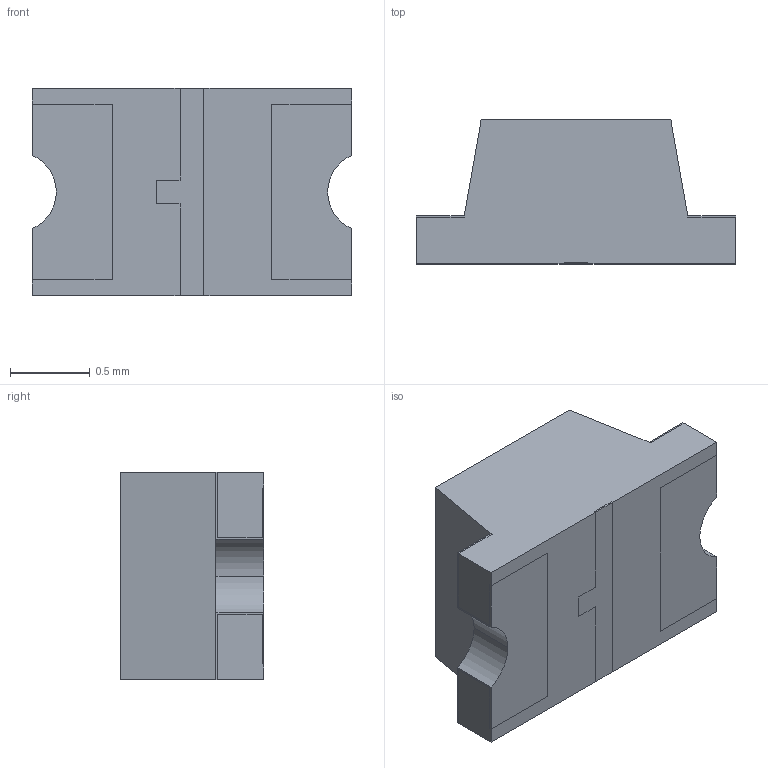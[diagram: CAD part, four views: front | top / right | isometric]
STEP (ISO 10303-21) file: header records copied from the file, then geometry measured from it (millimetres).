
FILE_DESCRIPTION (( 'STEP AP214' ), '1' );
FILE_NAME ('SML-LXT0805IW-TR.STEP', '2023-01-25T19:29:28', ( '' ), ( '' ), 'SwSTEP 2.0', 'SolidWorks 2021', '' );
FILE_SCHEMA (( 'AUTOMOTIVE_DESIGN' ));
Length unit declared in the file: millimetre
Products named in the file (1): SML-LXT0805IW-TR
Bounding box: 2 x 0.9 x 1.3 mm (x, y, z)
Volume: 1.8 mm3; surface area: 14.6 mm2
Topology: 5 solids, 5 shells, 79 faces, 207 edges, 138 vertices
Faces by surface type: plane 66, cylinder 13
Entity records: 2481 total; most frequent: CARTESIAN_POINT 425, ORIENTED_EDGE 414, DIRECTION 393, EDGE_CURVE 207, LINE 181, VECTOR 181, VERTEX_POINT 138, AXIS2_PLACEMENT_3D 106
